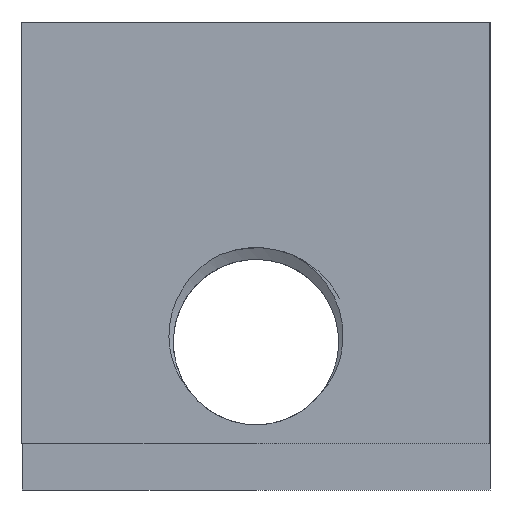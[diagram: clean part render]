
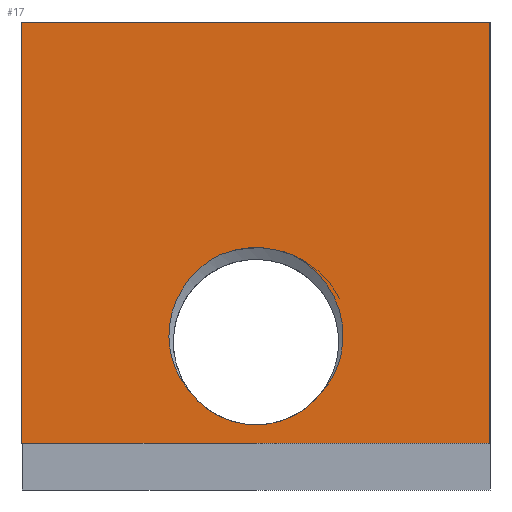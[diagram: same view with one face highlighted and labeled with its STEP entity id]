
A CAD part, left-side view. The second image highlights one B-rep face of the part: STEP entity #17.
In plain terms, the highlighted planar face has unit normal (-1, 0, 0).
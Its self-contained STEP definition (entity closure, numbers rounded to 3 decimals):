
#17 = ADVANCED_FACE('',(#18,#52),#161,.T.);
#18 = FACE_BOUND('',#19,.T.);
#19 = EDGE_LOOP('',(#20,#30,#38,#46));
#20 = ORIENTED_EDGE('',*,*,#21,.T.);
#21 = EDGE_CURVE('',#22,#24,#26,.T.);
#22 = VERTEX_POINT('',#23);
#23 = CARTESIAN_POINT('',(-3.5,2.5,0.5));
#24 = VERTEX_POINT('',#25);
#25 = CARTESIAN_POINT('',(-3.5,-2.5,0.5));
#26 = LINE('',#27,#28);
#27 = CARTESIAN_POINT('',(-3.5,2.5,0.5));
#28 = VECTOR('',#29,1.);
#29 = DIRECTION('',(0.,-1.,0.));
#30 = ORIENTED_EDGE('',*,*,#31,.T.);
#31 = EDGE_CURVE('',#24,#32,#34,.T.);
#32 = VERTEX_POINT('',#33);
#33 = CARTESIAN_POINT('',(-3.5,-2.5,5.));
#34 = LINE('',#35,#36);
#35 = CARTESIAN_POINT('',(-3.5,-2.5,0.));
#36 = VECTOR('',#37,1.);
#37 = DIRECTION('',(0.,0.,1.));
#38 = ORIENTED_EDGE('',*,*,#39,.T.);
#39 = EDGE_CURVE('',#32,#40,#42,.T.);
#40 = VERTEX_POINT('',#41);
#41 = CARTESIAN_POINT('',(-3.5,2.5,5.));
#42 = LINE('',#43,#44);
#43 = CARTESIAN_POINT('',(-3.5,-2.5,5.));
#44 = VECTOR('',#45,1.);
#45 = DIRECTION('',(0.,1.,0.));
#46 = ORIENTED_EDGE('',*,*,#47,.F.);
#47 = EDGE_CURVE('',#22,#40,#48,.T.);
#48 = LINE('',#49,#50);
#49 = CARTESIAN_POINT('',(-3.5,2.5,0.));
#50 = VECTOR('',#51,1.);
#51 = DIRECTION('',(0.,0.,1.));
#52 = FACE_BOUND('',#53,.T.);
#53 = EDGE_LOOP('',(#54,#65,#102,#117,#154));
#54 = ORIENTED_EDGE('',*,*,#55,.F.);
#55 = EDGE_CURVE('',#56,#58,#60,.T.);
#56 = VERTEX_POINT('',#57);
#57 = CARTESIAN_POINT('',(-3.5,0.711,1.055));
#58 = VERTEX_POINT('',#59);
#59 = CARTESIAN_POINT('',(-3.5,0.,0.696));
#60 = CIRCLE('',#61,0.884);
#61 = AXIS2_PLACEMENT_3D('',#62,#63,#64);
#62 = CARTESIAN_POINT('',(-3.5,0.,1.58));
#63 = DIRECTION('',(-1.,-0.,-0.));
#64 = DIRECTION('',(0.,0.,-1.));
#65 = ORIENTED_EDGE('',*,*,#66,.T.);
#66 = EDGE_CURVE('',#56,#67,#69,.T.);
#67 = VERTEX_POINT('',#68);
#68 = CARTESIAN_POINT('',(-3.5,0.386,2.512));
#69 = B_SPLINE_CURVE_WITH_KNOTS('',7,(#70,#71,#72,#73,#74,#75,#76,#77,
    #78,#79,#80,#81,#82,#83,#84,#85,#86,#87,#88,#89,#90,#91,#92,#93,#94,
    #95,#96,#97,#98,#99,#100,#101),.UNSPECIFIED.,.F.,.F.,(8,6,6,6,6,8),(
    0.,0.222,0.38,0.488,0.56,1.),
  .UNSPECIFIED.);
#70 = CARTESIAN_POINT('',(-3.5,0.711,1.055));
#71 = CARTESIAN_POINT('',(-3.5,0.745,1.094));
#72 = CARTESIAN_POINT('',(-3.5,0.777,1.137));
#73 = CARTESIAN_POINT('',(-3.5,0.806,1.181));
#74 = CARTESIAN_POINT('',(-3.5,0.832,1.228));
#75 = CARTESIAN_POINT('',(-3.5,0.854,1.276));
#76 = CARTESIAN_POINT('',(-3.5,0.874,1.326));
#77 = CARTESIAN_POINT('',(-3.5,0.901,1.413));
#78 = CARTESIAN_POINT('',(-3.5,0.91,1.45));
#79 = CARTESIAN_POINT('',(-3.5,0.918,1.488));
#80 = CARTESIAN_POINT('',(-3.5,0.924,1.526));
#81 = CARTESIAN_POINT('',(-3.5,0.928,1.564));
#82 = CARTESIAN_POINT('',(-3.5,0.93,1.603));
#83 = CARTESIAN_POINT('',(-3.5,0.931,1.668));
#84 = CARTESIAN_POINT('',(-3.5,0.93,1.694));
#85 = CARTESIAN_POINT('',(-3.5,0.928,1.721));
#86 = CARTESIAN_POINT('',(-3.5,0.926,1.748));
#87 = CARTESIAN_POINT('',(-3.5,0.923,1.774));
#88 = CARTESIAN_POINT('',(-3.5,0.918,1.8));
#89 = CARTESIAN_POINT('',(-3.5,0.91,1.844));
#90 = CARTESIAN_POINT('',(-3.5,0.906,1.861));
#91 = CARTESIAN_POINT('',(-3.5,0.902,1.879));
#92 = CARTESIAN_POINT('',(-3.5,0.898,1.896));
#93 = CARTESIAN_POINT('',(-3.5,0.893,1.913));
#94 = CARTESIAN_POINT('',(-3.5,0.887,1.93));
#95 = CARTESIAN_POINT('',(-3.5,0.847,2.05));
#96 = CARTESIAN_POINT('',(-3.5,0.799,2.149));
#97 = CARTESIAN_POINT('',(-3.5,0.737,2.242));
#98 = CARTESIAN_POINT('',(-3.5,0.664,2.326));
#99 = CARTESIAN_POINT('',(-3.5,0.579,2.4));
#100 = CARTESIAN_POINT('',(-3.5,0.486,2.463));
#101 = CARTESIAN_POINT('',(-3.5,0.386,2.512));
#102 = ORIENTED_EDGE('',*,*,#103,.T.);
#103 = EDGE_CURVE('',#67,#104,#106,.T.);
#104 = VERTEX_POINT('',#105);
#105 = CARTESIAN_POINT('',(-3.5,-0.386,2.512));
#106 = B_SPLINE_CURVE_WITH_KNOTS('',5,(#107,#108,#109,#110,#111,#112,
    #113,#114,#115,#116),.UNSPECIFIED.,.F.,.F.,(6,4,6),(0.,
    0.5,1.),.UNSPECIFIED.);
#107 = CARTESIAN_POINT('',(-3.5,0.386,2.512));
#108 = CARTESIAN_POINT('',(-3.5,0.313,2.543));
#109 = CARTESIAN_POINT('',(-3.5,0.237,2.566));
#110 = CARTESIAN_POINT('',(-3.5,0.158,2.581));
#111 = CARTESIAN_POINT('',(-3.5,0.079,2.589));
#112 = CARTESIAN_POINT('',(-3.5,-0.079,2.589));
#113 = CARTESIAN_POINT('',(-3.5,-0.159,2.581));
#114 = CARTESIAN_POINT('',(-3.5,-0.237,2.566));
#115 = CARTESIAN_POINT('',(-3.5,-0.313,2.543));
#116 = CARTESIAN_POINT('',(-3.5,-0.386,2.512));
#117 = ORIENTED_EDGE('',*,*,#118,.T.);
#118 = EDGE_CURVE('',#104,#119,#121,.T.);
#119 = VERTEX_POINT('',#120);
#120 = CARTESIAN_POINT('',(-3.5,-0.711,1.055));
#121 = B_SPLINE_CURVE_WITH_KNOTS('',7,(#122,#123,#124,#125,#126,#127,
    #128,#129,#130,#131,#132,#133,#134,#135,#136,#137,#138,#139,#140,
    #141,#142,#143,#144,#145,#146,#147,#148,#149,#150,#151,#152,#153),
  .UNSPECIFIED.,.F.,.F.,(8,6,6,6,6,8),(0.,0.44,0.512,
    0.621,0.779,1.),.UNSPECIFIED.);
#122 = CARTESIAN_POINT('',(-3.5,-0.386,2.512));
#123 = CARTESIAN_POINT('',(-3.5,-0.486,2.463));
#124 = CARTESIAN_POINT('',(-3.5,-0.579,2.4));
#125 = CARTESIAN_POINT('',(-3.5,-0.664,2.326));
#126 = CARTESIAN_POINT('',(-3.5,-0.737,2.242));
#127 = CARTESIAN_POINT('',(-3.5,-0.799,2.149));
#128 = CARTESIAN_POINT('',(-3.5,-0.847,2.05));
#129 = CARTESIAN_POINT('',(-3.5,-0.887,1.93));
#130 = CARTESIAN_POINT('',(-3.5,-0.893,1.913));
#131 = CARTESIAN_POINT('',(-3.5,-0.897,1.896));
#132 = CARTESIAN_POINT('',(-3.5,-0.902,1.879));
#133 = CARTESIAN_POINT('',(-3.5,-0.906,1.862));
#134 = CARTESIAN_POINT('',(-3.5,-0.91,1.844));
#135 = CARTESIAN_POINT('',(-3.5,-0.918,1.8));
#136 = CARTESIAN_POINT('',(-3.5,-0.923,1.774));
#137 = CARTESIAN_POINT('',(-3.5,-0.926,1.747));
#138 = CARTESIAN_POINT('',(-3.5,-0.928,1.72));
#139 = CARTESIAN_POINT('',(-3.5,-0.93,1.694));
#140 = CARTESIAN_POINT('',(-3.5,-0.931,1.667));
#141 = CARTESIAN_POINT('',(-3.5,-0.93,1.602));
#142 = CARTESIAN_POINT('',(-3.5,-0.928,1.563));
#143 = CARTESIAN_POINT('',(-3.5,-0.924,1.525));
#144 = CARTESIAN_POINT('',(-3.5,-0.918,1.487));
#145 = CARTESIAN_POINT('',(-3.5,-0.91,1.449));
#146 = CARTESIAN_POINT('',(-3.5,-0.9,1.412));
#147 = CARTESIAN_POINT('',(-3.5,-0.873,1.325));
#148 = CARTESIAN_POINT('',(-3.5,-0.854,1.275));
#149 = CARTESIAN_POINT('',(-3.5,-0.832,1.227));
#150 = CARTESIAN_POINT('',(-3.5,-0.806,1.181));
#151 = CARTESIAN_POINT('',(-3.5,-0.777,1.137));
#152 = CARTESIAN_POINT('',(-3.5,-0.746,1.095));
#153 = CARTESIAN_POINT('',(-3.5,-0.711,1.055));
#154 = ORIENTED_EDGE('',*,*,#155,.F.);
#155 = EDGE_CURVE('',#58,#119,#156,.T.);
#156 = CIRCLE('',#157,0.884);
#157 = AXIS2_PLACEMENT_3D('',#158,#159,#160);
#158 = CARTESIAN_POINT('',(-3.5,0.,1.58));
#159 = DIRECTION('',(-1.,-0.,-0.));
#160 = DIRECTION('',(0.,0.,-1.));
#161 = PLANE('',#162);
#162 = AXIS2_PLACEMENT_3D('',#163,#164,#165);
#163 = CARTESIAN_POINT('',(-3.5,-2.5,0.));
#164 = DIRECTION('',(-1.,0.,0.));
#165 = DIRECTION('',(0.,1.,0.));
